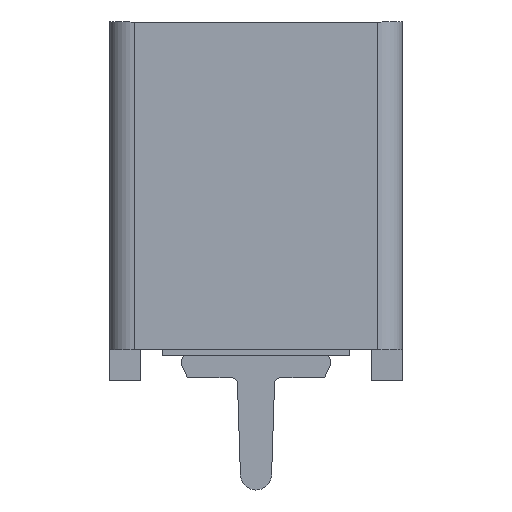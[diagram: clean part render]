
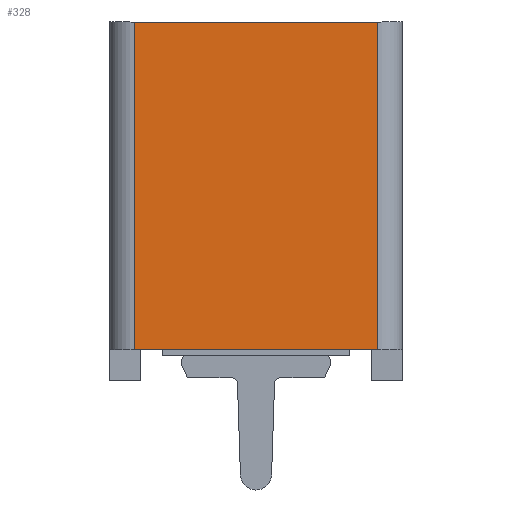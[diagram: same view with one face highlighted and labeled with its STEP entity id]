
A CAD part, left-side view. The second image highlights one B-rep face of the part: STEP entity #328.
In plain terms, the highlighted planar face has unit normal (-1, 0, 0).
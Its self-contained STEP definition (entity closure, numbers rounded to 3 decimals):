
#328=ADVANCED_FACE('',(#732),#733,.T.);
#732=FACE_OUTER_BOUND('',#1207,.T.);
#733=PLANE('',#1208);
#1207=EDGE_LOOP('',(#2179,#2180,#2181,#2182));
#1208=AXIS2_PLACEMENT_3D('',#2183,#2184,#2185);
#2179=ORIENTED_EDGE('',*,*,#3201,.T.);
#2180=ORIENTED_EDGE('',*,*,#3134,.F.);
#2181=ORIENTED_EDGE('',*,*,#3296,.T.);
#2182=ORIENTED_EDGE('',*,*,#3310,.F.);
#2183=CARTESIAN_POINT('',(-12.2,0.605,10.263));
#2184=DIRECTION('',(-1.0,0.0,0.0));
#2185=DIRECTION('',(0.0,0.0,1.0));
#3134=EDGE_CURVE('',#3872,#3874,#3875,.T.);
#3201=EDGE_CURVE('',#3979,#3874,#3980,.T.);
#3296=EDGE_CURVE('',#3872,#4123,#4125,.T.);
#3310=EDGE_CURVE('',#3979,#4123,#4145,.T.);
#3872=VERTEX_POINT('',#4895);
#3874=VERTEX_POINT('',#4897);
#3875=LINE('',#4898,#4899);
#3979=VERTEX_POINT('',#5047);
#3980=LINE('',#5048,#5049);
#4123=VERTEX_POINT('',#5244);
#4125=LINE('',#5246,#5247);
#4145=LINE('',#5276,#5277);
#4895=CARTESIAN_POINT('',(-12.2,8.6,10.0));
#4897=CARTESIAN_POINT('',(-12.2,0.8,10.0));
#4898=CARTESIAN_POINT('',(-12.2,8.6,10.));
#4899=VECTOR('',#5864,1000.0);
#5047=CARTESIAN_POINT('',(-12.2,0.8,-0.5));
#5048=CARTESIAN_POINT('',(-12.2,0.8,-0.5));
#5049=VECTOR('',#5936,1000.0);
#5244=CARTESIAN_POINT('',(-12.2,8.6,-0.5));
#5246=CARTESIAN_POINT('',(-12.2,8.6,10.));
#5247=VECTOR('',#6052,1000.0);
#5276=CARTESIAN_POINT('',(-12.2,0.8,-0.5));
#5277=VECTOR('',#6062,1000.0);
#5864=DIRECTION('',(0.0,-1.0,0.0));
#5936=DIRECTION('',(0.0,0.0,1.0));
#6052=DIRECTION('',(0.0,0.0,-1.0));
#6062=DIRECTION('',(0.0,1.0,0.0));
